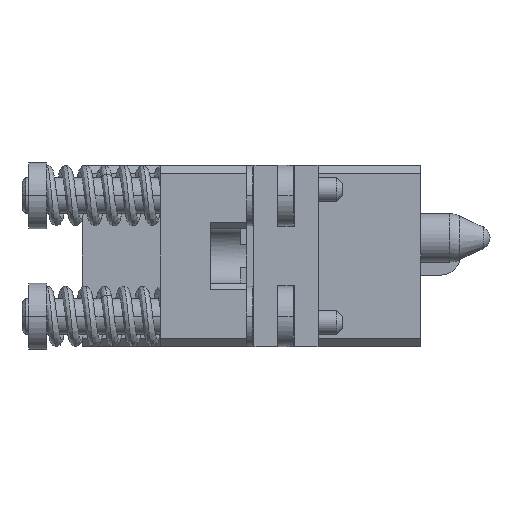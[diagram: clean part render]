
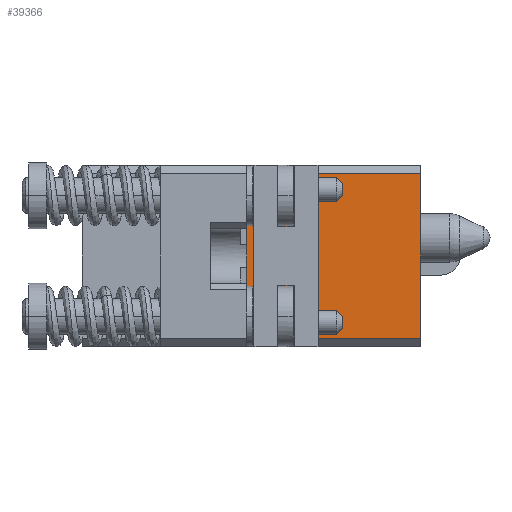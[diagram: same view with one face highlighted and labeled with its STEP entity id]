
A CAD part, left-side view. The second image highlights one B-rep face of the part: STEP entity #39366.
In plain terms, the highlighted planar face has unit normal (-1, 0, 0).
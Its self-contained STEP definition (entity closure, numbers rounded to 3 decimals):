
#135=DIRECTION('',(0.,0.,1.));
#136=VECTOR('',#135,13.632);
#137=CARTESIAN_POINT('',(-22.251,-14.016,-6.816));
#138=LINE('',#137,#136);
#11191=DIRECTION('',(0.,1.,0.));
#11192=VECTOR('',#11191,14.4);
#11193=CARTESIAN_POINT('',(-22.251,-14.016,6.816));
#11194=LINE('',#11193,#11192);
#11199=DIRECTION('',(0.,0.,1.));
#11200=VECTOR('',#11199,13.632);
#11201=CARTESIAN_POINT('',(-22.251,0.384,-6.816));
#11202=LINE('',#11201,#11200);
#11203=DIRECTION('',(0.,1.,0.));
#11204=VECTOR('',#11203,14.4);
#11205=CARTESIAN_POINT('',(-22.251,-14.016,-6.816));
#11206=LINE('',#11205,#11204);
#21947=CARTESIAN_POINT('',(-22.251,-14.016,-6.816));
#21948=CARTESIAN_POINT('',(-22.251,0.384,-6.816));
#21949=VERTEX_POINT('',#21947);
#21950=VERTEX_POINT('',#21948);
#21967=CARTESIAN_POINT('',(-22.251,-14.016,6.816));
#21968=CARTESIAN_POINT('',(-22.251,0.384,6.816));
#21969=VERTEX_POINT('',#21967);
#21970=VERTEX_POINT('',#21968);
#39354=CARTESIAN_POINT('',(-22.251,-13.99,-7.505));
#39355=DIRECTION('',(-1.,0.,0.));
#39356=DIRECTION('',(0.,0.,1.));
#39357=AXIS2_PLACEMENT_3D('',#39354,#39355,#39356);
#39358=PLANE('',#39357);
#39359=ORIENTED_EDGE('',*,*,#39261,.T.);
#39360=ORIENTED_EDGE('',*,*,#39348,.F.);
#39361=ORIENTED_EDGE('',*,*,#26280,.F.);
#39363=ORIENTED_EDGE('',*,*,#39362,.T.);
#39364=EDGE_LOOP('',(#39359,#39360,#39361,#39363));
#39365=FACE_OUTER_BOUND('',#39364,.F.);
#39366=ADVANCED_FACE('',(#39365),#39358,.T.);
#26280=EDGE_CURVE('',#21949,#21969,#138,.T.);
#39261=EDGE_CURVE('',#21950,#21970,#11202,.T.);
#39348=EDGE_CURVE('',#21969,#21970,#11194,.T.);
#39362=EDGE_CURVE('',#21949,#21950,#11206,.T.);
